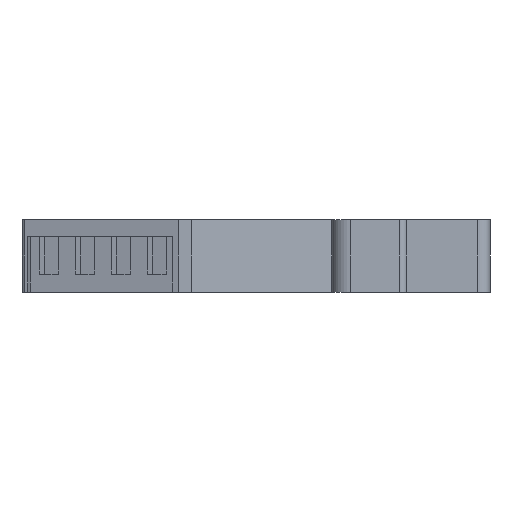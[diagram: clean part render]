
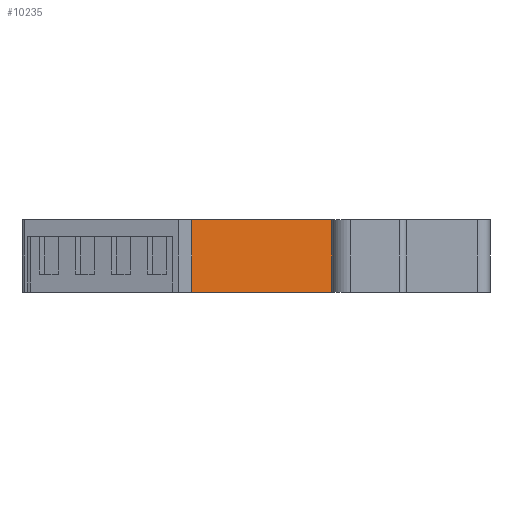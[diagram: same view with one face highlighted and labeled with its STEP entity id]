
A CAD part, left-side view. The second image highlights one B-rep face of the part: STEP entity #10235.
In plain terms, the highlighted planar face has unit normal (-0.99, -0.139, 0).
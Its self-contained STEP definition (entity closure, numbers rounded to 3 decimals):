
#429 = VERTEX_POINT ( 'NONE', #3454 ) ;
#926 = ORIENTED_EDGE ( 'NONE', *, *, #8488, .T. ) ;
#1309 = DIRECTION ( 'NONE',  ( 0.139, -0.99, 0. ) ) ;
#1355 = LINE ( 'NONE', #1628, #4201 ) ;
#1606 = DIRECTION ( 'NONE',  ( 0., 0., -1. ) ) ;
#1628 = CARTESIAN_POINT ( 'NONE',  ( -27.5, 13.802, -3. ) ) ;
#1792 = VERTEX_POINT ( 'NONE', #7784 ) ;
#2008 = LINE ( 'NONE', #4683, #4508 ) ;
#2212 = CARTESIAN_POINT ( 'NONE',  ( -27.5, 13.802, 3. ) ) ;
#2329 = ORIENTED_EDGE ( 'NONE', *, *, #4382, .T. ) ;
#2348 = EDGE_LOOP ( 'NONE', ( #926, #7238, #3697, #2329 ) ) ;
#2703 = VECTOR ( 'NONE', #1309, 1000. ) ;
#3403 = EDGE_CURVE ( 'NONE', #4537, #1792, #8334, .T. ) ;
#3454 = CARTESIAN_POINT ( 'NONE',  ( -27.5, 13.802, -3. ) ) ;
#3697 = ORIENTED_EDGE ( 'NONE', *, *, #3403, .F. ) ;
#4088 = VERTEX_POINT ( 'NONE', #10809 ) ;
#4201 = VECTOR ( 'NONE', #6933, 1000. ) ;
#4364 = PLANE ( 'NONE',  #6817 ) ;
#4382 = EDGE_CURVE ( 'NONE', #4537, #429, #2008, .T. ) ;
#4508 = VECTOR ( 'NONE', #6808, 1000. ) ;
#4537 = VERTEX_POINT ( 'NONE', #12210 ) ;
#4683 = CARTESIAN_POINT ( 'NONE',  ( -27.5, 13.802, 3. ) ) ;
#5421 = DIRECTION ( 'NONE',  ( 0.99, 0.139, 0. ) ) ;
#6808 = DIRECTION ( 'NONE',  ( 0., 0., -1. ) ) ;
#6817 = AXIS2_PLACEMENT_3D ( 'NONE', #2212, #5421, #12638 ) ;
#6933 = DIRECTION ( 'NONE',  ( 0.139, -0.99, 0. ) ) ;
#7238 = ORIENTED_EDGE ( 'NONE', *, *, #11476, .F. ) ;
#7784 = CARTESIAN_POINT ( 'NONE',  ( -25.862, 2.15, 3. ) ) ;
#7969 = CARTESIAN_POINT ( 'NONE',  ( -25.862, 2.15, 3. ) ) ;
#8334 = LINE ( 'NONE', #11763, #2703 ) ;
#8488 = EDGE_CURVE ( 'NONE', #429, #4088, #1355, .T. ) ;
#8951 = VECTOR ( 'NONE', #1606, 1000. ) ;
#10235 = ADVANCED_FACE ( 'NONE', ( #12707 ), #4364, .F. ) ;
#10809 = CARTESIAN_POINT ( 'NONE',  ( -25.862, 2.15, -3. ) ) ;
#11363 = LINE ( 'NONE', #7969, #8951 ) ;
#11476 = EDGE_CURVE ( 'NONE', #1792, #4088, #11363, .T. ) ;
#11763 = CARTESIAN_POINT ( 'NONE',  ( -27.5, 13.802, 3. ) ) ;
#12210 = CARTESIAN_POINT ( 'NONE',  ( -27.5, 13.802, 3. ) ) ;
#12638 = DIRECTION ( 'NONE',  ( -0.139, 0.99, 0. ) ) ;
#12707 = FACE_OUTER_BOUND ( 'NONE', #2348, .T. ) ;
